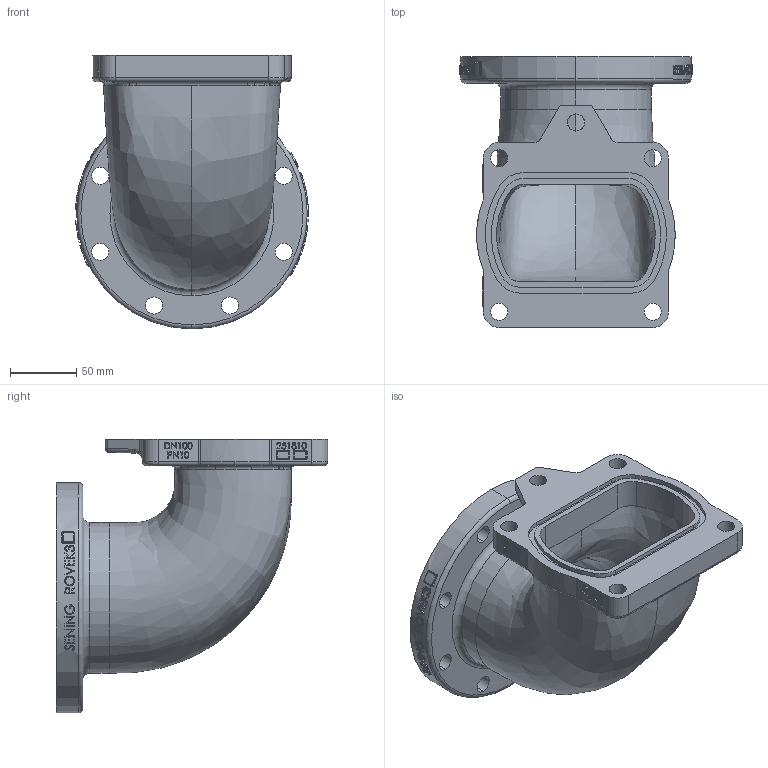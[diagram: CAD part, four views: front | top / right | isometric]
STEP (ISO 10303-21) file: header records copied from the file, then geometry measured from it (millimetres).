
FILE_DESCRIPTION (( 'STEP AP214' ), '1' );
FILE_NAME ('ROVEK3N.STEP', '2012-07-24T13:08:12', ( 'Admin2' ), ( '' ), 'SwSTEP 2.0', 'SolidWorks 2010', '' );
FILE_SCHEMA (( 'AUTOMOTIVE_DESIGN' ));
Length unit declared in the file: millimetre
Products named in the file (1): ROVEK3N
Bounding box: 175.93 x 205 x 207 mm (x, y, z)
Volume: 953385.3 mm3; surface area: 219065.6 mm2
Topology: 1 solids, 1 shells, 742 faces, 1931 edges, 1242 vertices
Faces by surface type: plane 300, bspline 233, cylinder 156, torus 39, sphere 14
Entity records: 88278 total; most frequent: CARTESIAN_POINT 64020, ORIENTED_EDGE 3830, DIRECTION 2805, EDGE_CURVE 1915, VERTEX_POINT 1242, AXIS2_PLACEMENT_3D 963, LINE 879, VECTOR 879
